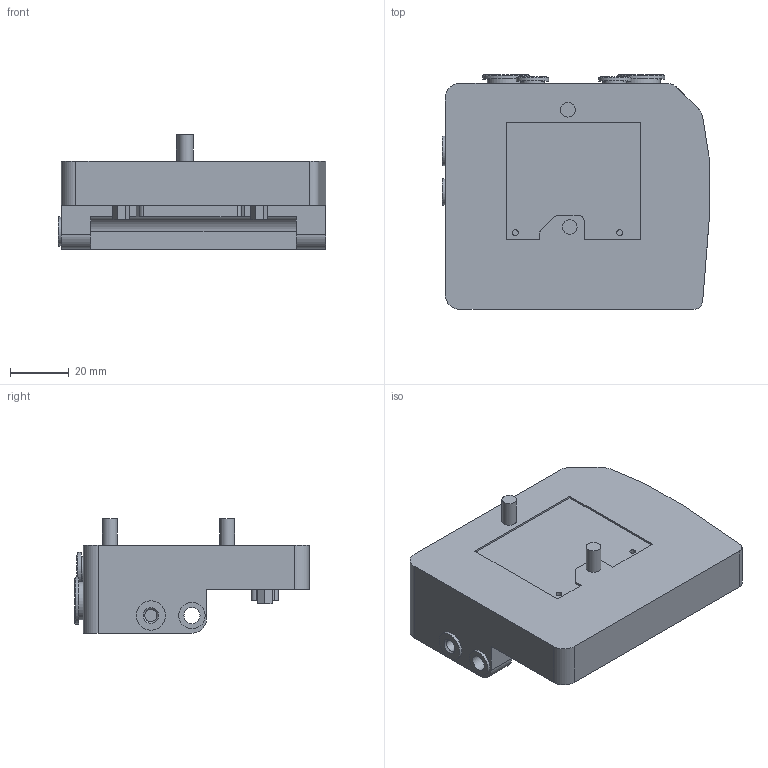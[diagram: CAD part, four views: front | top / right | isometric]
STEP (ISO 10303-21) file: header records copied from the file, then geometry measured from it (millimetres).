
FILE_DESCRIPTION((''),'2;1');
FILE_NAME('231105P.ipt.stp','2006-06-12T18:23:07',(''),(''),'Autodesk Inventor 11','Autodesk Inventor 11','');
FILE_SCHEMA(('AUTOMOTIVE_DESIGN { 1 0 10303 214 1 1 1 1 }'));
Length unit declared in the file: millimetre
Products named in the file (1): 231105P
Bounding box: 91.1 x 79.97 x 38.95 mm (x, y, z)
Volume: 144245.1 mm3; surface area: 27293.9 mm2
Topology: 1 solids, 1 shells, 324 faces, 800 edges, 526 vertices
Faces by surface type: plane 170, bspline 119, cylinder 29, torus 4, cone 2
Full cylindrical faces by diameter (mm): 2 x2, 5 x2, 5.5 x2, 6.2 x1, 8 x1, 9 x1, 10 x1, 10.2 x1, 11 x1, 12.9 x1, 16 x1
Entity records: 10599 total; most frequent: CARTESIAN_POINT 3690, ORIENTED_EDGE 1496, DIRECTION 1104, EDGE_CURVE 748, VERTEX_POINT 522, VECTOR 488, LINE 488, EDGE_LOOP 424
